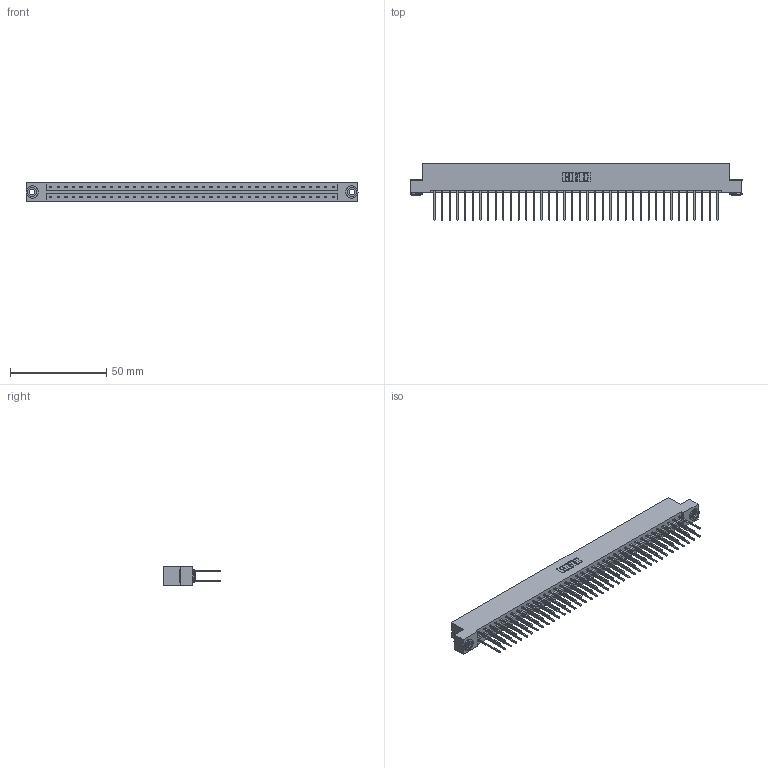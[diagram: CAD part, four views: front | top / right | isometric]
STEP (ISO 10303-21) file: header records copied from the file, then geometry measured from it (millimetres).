
FILE_DESCRIPTION (( 'STEP AP203' ), '1' );
FILE_NAME ('833-076-540-203.STEP', '2020-06-05T18:17:25', ( '' ), ( '' ), 'SwSTEP 2.0', 'SolidWorks 2020', '' );
FILE_SCHEMA (( 'CONFIG_CONTROL_DESIGN' ));
Length unit declared in the file: inch
Products named in the file (4): 833 Part_Flush - .156 Dia - TH; 833-076-540-203; 345-250-002_345-250-002-102; 345-292-001_345-293-140
Assembly tree (79 placements, depth 2):
  833-076-540-203
    833 Part_Flush - .156 Dia - TH
    345-292-001_345-293-140  x76
    345-250-002_345-250-002-102  x2
Bounding box: 172.11 x 29.47 x 9.4 mm (x, y, z)
Volume: 17841.6 mm3; surface area: 22685.5 mm2
Topology: 79 solids, 79 shells, 4104 faces, 12167 edges, 8006 vertices
Faces by surface type: plane 2816, cylinder 1280, cone 8
Entity records: 25632 total; most frequent: CARTESIAN_POINT 4229, ORIENTED_EDGE 4158, DIRECTION 3653, EDGE_CURVE 2079, VECTOR 1927, LINE 1927, VERTEX_POINT 1382, AXIS2_PLACEMENT_3D 863
